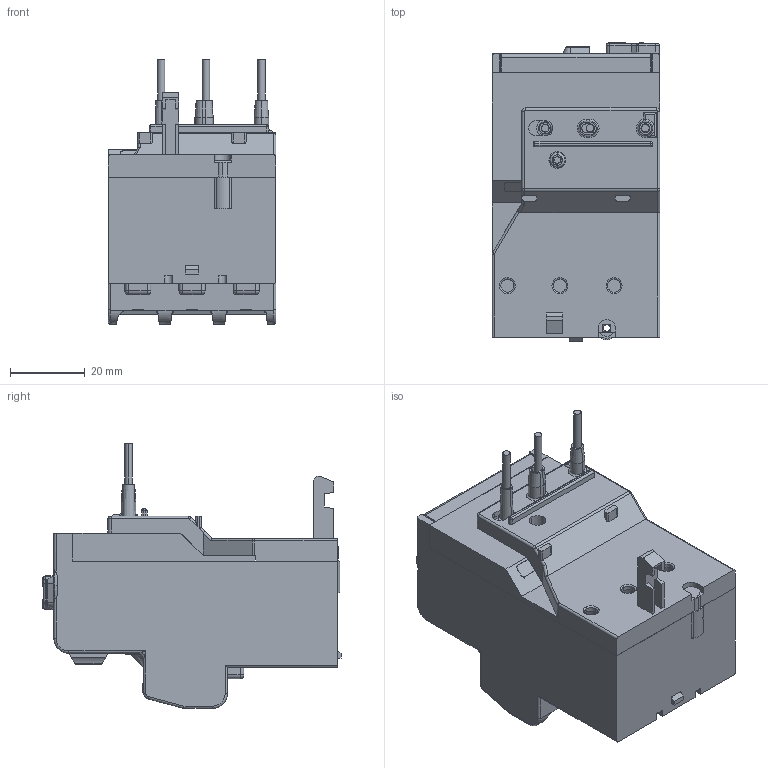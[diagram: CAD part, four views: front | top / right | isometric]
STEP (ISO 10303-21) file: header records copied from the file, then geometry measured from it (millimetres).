
FILE_DESCRIPTION((''),'2;1');
FILE_NAME('004642400_RE27D_0_4_ASM','2021-06-22T',('marketing.praksa'),('Audax d.o.o.'),'CREO PARAMETRIC BY PTC INC, 2017480','CREO PARAMETRIC BY PTC INC, 2017480','');
FILE_SCHEMA(('AUTOMOTIVE_DESIGN { 1 0 10303 214 1 1 1 1 }'));
Products named in the file (36): RW27-1D3_1_1_1_1; RW27-1D3_1_1_1_2; RW27-1D3_1_1_1_3; RW27-1D3_1_1_1_4; RW27-1D3_1_1_1_ASM; RW27-1D3_1_1_1_1_1; RW27-1D3_1_1_1_2_1; RW27-1D3_1_1_1_3_1; RW27-1D3_1_2_1; RW27-1D3_1_3_1; RW27-1D3_1_4_1; RW27-1D3_1_5_1; RW27-1D3_1_6_1; RW27-1D3_1_7_1; RW27-1D3_1_8_1; RW27-1D3_1_9_1; ASMTOPRT_1; CUP_1_1; CUP_1_2; CUP_1_3; CUP_1_ASM; CU2_1_1; CU2_1_2; CU2_1_3; CU2_1_4; CU2_1_ASM; YEL_1; WER_1; PRT9547_1_1; PRT9547_1_2; PRT9547_1_3; PRT9547_1_ASM; CLR-PRT; PRT9537; PRT9538; 004642400_RE27D_0_4_ASM
Assembly tree (35 placements, depth 3):
  004642400_RE27D_0_4_ASM
    RW27-1D3_1_1_1_ASM
      RW27-1D3_1_1_1_1
      RW27-1D3_1_1_1_2
      RW27-1D3_1_1_1_3
      RW27-1D3_1_1_1_4
    RW27-1D3_1_1_1_1_1
    RW27-1D3_1_1_1_2_1
    RW27-1D3_1_1_1_3_1
    RW27-1D3_1_2_1
    RW27-1D3_1_3_1
    RW27-1D3_1_4_1
    RW27-1D3_1_5_1
    RW27-1D3_1_6_1
    RW27-1D3_1_7_1
    RW27-1D3_1_8_1
    RW27-1D3_1_9_1
    ASMTOPRT_1
    CUP_1_ASM
      CUP_1_1
      CUP_1_2
      CUP_1_3
    CU2_1_ASM
      CU2_1_1
      CU2_1_2
      CU2_1_3
      CU2_1_4
    YEL_1
    WER_1
    PRT9547_1_ASM
      PRT9547_1_1
      PRT9547_1_2
      PRT9547_1_3
    CLR-PRT
    PRT9537
    PRT9538
Bounding box: 45 x 79.95 x 71 mm (x, y, z)
Volume: 86303.6 mm3; surface area: 50049.1 mm2
Topology: 27 solids, 50 shells, 3300 faces, 9172 edges, 5950 vertices
Faces by surface type: plane 1952, cylinder 672, bspline 249, cone 212, torus 103, extrusion 103, sphere 9
Entity records: 187545 total; most frequent: CARTESIAN_POINT 53381, ORIENTED_EDGE 17658, DIRECTION 15144, PRESENTATION_STYLE_ASSIGNMENT 12545, STYLED_ITEM 12545, CURVE_STYLE 9204, EDGE_CURVE 9101, VERTEX_POINT 5950
